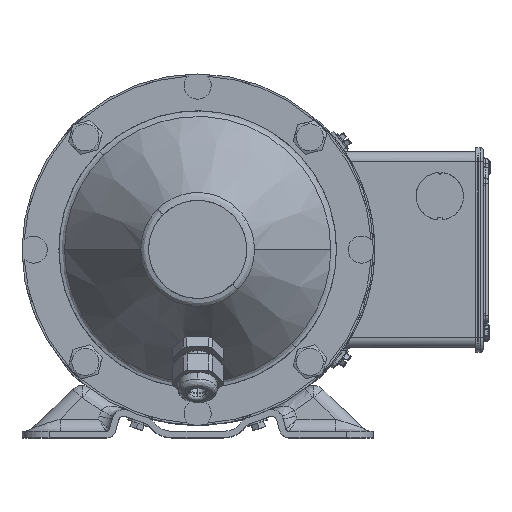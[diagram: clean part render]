
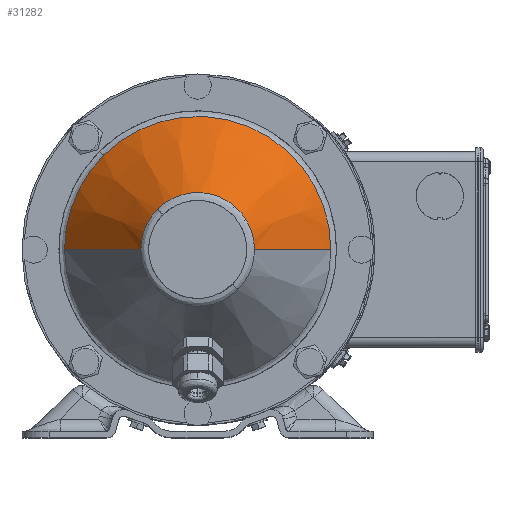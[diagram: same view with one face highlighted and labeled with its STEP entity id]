
A CAD part, top view. The second image highlights one B-rep face of the part: STEP entity #31282.
In plain terms, the highlighted conical face has half-angle 33.547 degrees and reference radius 62.558 mm.
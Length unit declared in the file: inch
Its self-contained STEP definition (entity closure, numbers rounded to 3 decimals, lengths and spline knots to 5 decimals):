
#3559 = CIRCLE ( 'NONE', #142034, 1.05126 ) ;
#4905 = DIRECTION ( 'NONE',  ( 0., 0., -1. ) ) ;
#6193 = AXIS2_PLACEMENT_3D ( 'NONE', #38077, #49316, #117124 ) ;
#7989 = CARTESIAN_POINT ( 'NONE',  ( 1.05139, -0.00013, 13.89525 ) ) ;
#11962 = CARTESIAN_POINT ( 'NONE',  ( 2.46305, -0.00013, 11.76628 ) ) ;
#15866 = VERTEX_POINT ( 'NONE', #7989 ) ;
#17480 = ORIENTED_EDGE ( 'NONE', *, *, #37908, .T. ) ;
#19106 = FACE_OUTER_BOUND ( 'NONE', #38526, .T. ) ;
#21451 = LINE ( 'NONE', #99818, #77333 ) ;
#22622 = VERTEX_POINT ( 'NONE', #27414 ) ;
#23168 = VERTEX_POINT ( 'NONE', #28844 ) ;
#25864 = CIRCLE ( 'NONE', #32252, 2.46292 ) ;
#27414 = CARTESIAN_POINT ( 'NONE',  ( -1.74142, 1.74142, 11.76628 ) ) ;
#28052 = DIRECTION ( 'NONE',  ( -1., 0., 0. ) ) ;
#28765 = CARTESIAN_POINT ( 'NONE',  ( -0.74323, 0.74323, 13.89525 ) ) ;
#28844 = CARTESIAN_POINT ( 'NONE',  ( -1.05113, -0.00013, 13.89525 ) ) ;
#31282 = ADVANCED_FACE ( 'NONE', ( #19106 ), #109837, .T. ) ;
#32252 = AXIS2_PLACEMENT_3D ( 'NONE', #98492, #131621, #65723 ) ;
#37908 = EDGE_CURVE ( 'NONE', #137166, #15866, #3559, .T. ) ;
#38077 = CARTESIAN_POINT ( 'NONE',  ( 0.00013, -0.00013, 13.89525 ) ) ;
#38526 = EDGE_LOOP ( 'NONE', ( #108949, #17480, #63754, #80755, #101668, #109552 ) ) ;
#43430 = CIRCLE ( 'NONE', #75200, 2.46292 ) ;
#49316 = DIRECTION ( 'NONE',  ( 0., 0., -1. ) ) ;
#50382 = DIRECTION ( 'NONE',  ( 0.707, -0.707, 0. ) ) ;
#51314 = EDGE_CURVE ( 'NONE', #75386, #22622, #43430, .T. ) ;
#51541 = VECTOR ( 'NONE', #81641, 39.37008 ) ;
#54606 = EDGE_CURVE ( 'NONE', #15866, #75386, #103973, .T. ) ;
#57375 = CIRCLE ( 'NONE', #6193, 1.05126 ) ;
#63754 = ORIENTED_EDGE ( 'NONE', *, *, #54606, .T. ) ;
#64401 = CARTESIAN_POINT ( 'NONE',  ( 0.00013, -0.00013, 11.76628 ) ) ;
#65723 = DIRECTION ( 'NONE',  ( 0.707, -0.707, 0. ) ) ;
#66572 = DIRECTION ( 'NONE',  ( -0.553, 0., -0.833 ) ) ;
#75200 = AXIS2_PLACEMENT_3D ( 'NONE', #64401, #130777, #120517 ) ;
#75386 = VERTEX_POINT ( 'NONE', #11962 ) ;
#77333 = VECTOR ( 'NONE', #66572, 39.37008 ) ;
#80755 = ORIENTED_EDGE ( 'NONE', *, *, #51314, .T. ) ;
#81641 = DIRECTION ( 'NONE',  ( 0.553, 0., -0.833 ) ) ;
#90480 = EDGE_CURVE ( 'NONE', #23168, #94645, #21451, .T. ) ;
#93460 = CARTESIAN_POINT ( 'NONE',  ( -2.46279, -0.00013, 11.76628 ) ) ;
#94645 = VERTEX_POINT ( 'NONE', #93460 ) ;
#94812 = CARTESIAN_POINT ( 'NONE',  ( 0.00013, -0.00013, 13.89525 ) ) ;
#98492 = CARTESIAN_POINT ( 'NONE',  ( 0.00013, -0.00013, 11.76628 ) ) ;
#99818 = CARTESIAN_POINT ( 'NONE',  ( -2.46279, -0.00013, 11.76628 ) ) ;
#101668 = ORIENTED_EDGE ( 'NONE', *, *, #107621, .T. ) ;
#103087 = CARTESIAN_POINT ( 'NONE',  ( 2.46305, -0.00013, 11.76628 ) ) ;
#103973 = LINE ( 'NONE', #103087, #51541 ) ;
#107621 = EDGE_CURVE ( 'NONE', #22622, #94645, #25864, .T. ) ;
#108949 = ORIENTED_EDGE ( 'NONE', *, *, #121609, .T. ) ;
#109552 = ORIENTED_EDGE ( 'NONE', *, *, #90480, .F. ) ;
#109837 = CONICAL_SURFACE ( 'NONE', #120071, 2.46292, 0.586 ) ;
#110326 = DIRECTION ( 'NONE',  ( 0., 0., -1. ) ) ;
#117124 = DIRECTION ( 'NONE',  ( 0.707, -0.707, 0. ) ) ;
#120071 = AXIS2_PLACEMENT_3D ( 'NONE', #130188, #110326, #28052 ) ;
#120517 = DIRECTION ( 'NONE',  ( 0.707, -0.707, 0. ) ) ;
#121609 = EDGE_CURVE ( 'NONE', #23168, #137166, #57375, .T. ) ;
#130188 = CARTESIAN_POINT ( 'NONE',  ( 0.00013, -0.00013, 11.76628 ) ) ;
#130777 = DIRECTION ( 'NONE',  ( 0., 0., 1. ) ) ;
#131621 = DIRECTION ( 'NONE',  ( 0., 0., 1. ) ) ;
#137166 = VERTEX_POINT ( 'NONE', #28765 ) ;
#142034 = AXIS2_PLACEMENT_3D ( 'NONE', #94812, #4905, #50382 ) ;
